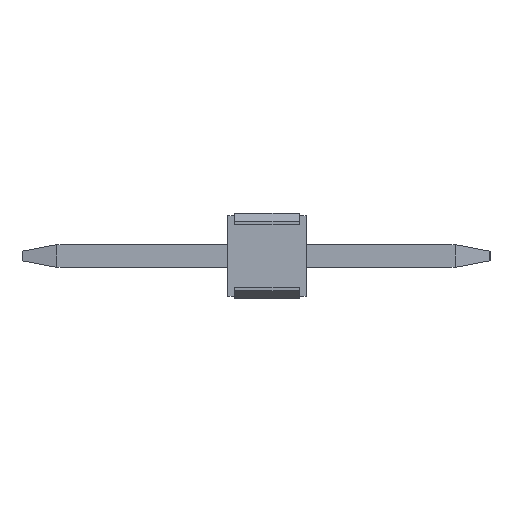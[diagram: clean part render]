
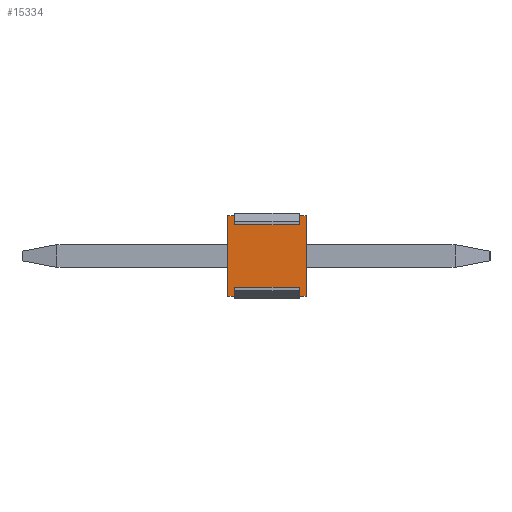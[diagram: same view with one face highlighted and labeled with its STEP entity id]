
A CAD part, left-side view. The second image highlights one B-rep face of the part: STEP entity #15334.
In plain terms, the highlighted planar face has unit normal (-1, 0, 0).
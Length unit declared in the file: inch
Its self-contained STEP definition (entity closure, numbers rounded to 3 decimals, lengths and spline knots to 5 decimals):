
#2993=DIRECTION('',(0.,0.,1.));
#2994=VECTOR('',#2993,0.01);
#2995=CARTESIAN_POINT('',(-0.7875,0.037,-0.046));
#2996=LINE('',#2995,#2994);
#2997=DIRECTION('',(0.,-1.,0.));
#2998=VECTOR('',#2997,0.008);
#2999=CARTESIAN_POINT('',(-0.7875,0.045,-0.046));
#3000=LINE('',#2999,#2998);
#3001=DIRECTION('',(0.,0.,-1.));
#3002=VECTOR('',#3001,0.092);
#3003=CARTESIAN_POINT('',(-0.7875,0.045,0.046));
#3004=LINE('',#3003,#3002);
#3005=DIRECTION('',(0.,1.,0.));
#3006=VECTOR('',#3005,0.008);
#3007=CARTESIAN_POINT('',(-0.7875,0.037,0.046));
#3008=LINE('',#3007,#3006);
#3009=DIRECTION('',(0.,0.,1.));
#3010=VECTOR('',#3009,0.01);
#3011=CARTESIAN_POINT('',(-0.7875,0.037,0.036));
#3012=LINE('',#3011,#3010);
#3013=DIRECTION('',(0.,-1.,0.));
#3014=VECTOR('',#3013,0.074);
#3015=CARTESIAN_POINT('',(-0.7875,0.037,0.036));
#3016=LINE('',#3015,#3014);
#3017=DIRECTION('',(0.,0.,1.));
#3018=VECTOR('',#3017,0.01);
#3019=CARTESIAN_POINT('',(-0.7875,-0.037,0.036));
#3020=LINE('',#3019,#3018);
#3021=DIRECTION('',(0.,1.,0.));
#3022=VECTOR('',#3021,0.008);
#3023=CARTESIAN_POINT('',(-0.7875,-0.045,0.046));
#3024=LINE('',#3023,#3022);
#3025=DIRECTION('',(0.,0.,1.));
#3026=VECTOR('',#3025,0.092);
#3027=CARTESIAN_POINT('',(-0.7875,-0.045,-0.046));
#3028=LINE('',#3027,#3026);
#3029=DIRECTION('',(0.,-1.,0.));
#3030=VECTOR('',#3029,0.008);
#3031=CARTESIAN_POINT('',(-0.7875,-0.037,-0.046));
#3032=LINE('',#3031,#3030);
#3033=DIRECTION('',(0.,0.,1.));
#3034=VECTOR('',#3033,0.01);
#3035=CARTESIAN_POINT('',(-0.7875,-0.037,-0.046));
#3036=LINE('',#3035,#3034);
#3037=DIRECTION('',(0.,-1.,0.));
#3038=VECTOR('',#3037,0.074);
#3039=CARTESIAN_POINT('',(-0.7875,0.037,-0.036));
#3040=LINE('',#3039,#3038);
#8609=CARTESIAN_POINT('',(-0.7875,0.045,0.046));
#8610=CARTESIAN_POINT('',(-0.7875,0.045,-0.046));
#8611=VERTEX_POINT('',#8609);
#8612=VERTEX_POINT('',#8610);
#8613=CARTESIAN_POINT('',(-0.7875,-0.045,-0.046));
#8614=CARTESIAN_POINT('',(-0.7875,-0.045,0.046));
#8615=VERTEX_POINT('',#8613);
#8616=VERTEX_POINT('',#8614);
#8617=CARTESIAN_POINT('',(-0.7875,0.037,-0.036));
#8619=VERTEX_POINT('',#8617);
#8625=CARTESIAN_POINT('',(-0.7875,-0.037,-0.036));
#8627=VERTEX_POINT('',#8625);
#8769=CARTESIAN_POINT('',(-0.7875,0.037,-0.046));
#8770=VERTEX_POINT('',#8769);
#8771=CARTESIAN_POINT('',(-0.7875,0.037,0.036));
#8772=CARTESIAN_POINT('',(-0.7875,0.037,0.046));
#8773=VERTEX_POINT('',#8771);
#8774=VERTEX_POINT('',#8772);
#8775=CARTESIAN_POINT('',(-0.7875,-0.037,-0.046));
#8776=VERTEX_POINT('',#8775);
#8777=CARTESIAN_POINT('',(-0.7875,-0.037,0.036));
#8778=CARTESIAN_POINT('',(-0.7875,-0.037,0.046));
#8779=VERTEX_POINT('',#8777);
#8780=VERTEX_POINT('',#8778);
#15308=CARTESIAN_POINT('',(-0.7875,0.,0.));
#15309=DIRECTION('',(-1.,0.,0.));
#15310=DIRECTION('',(0.,0.,1.));
#15311=AXIS2_PLACEMENT_3D('',#15308,#15309,#15310);
#15312=PLANE('',#15311);
#15313=ORIENTED_EDGE('',*,*,#11392,.F.);
#15314=ORIENTED_EDGE('',*,*,#13777,.F.);
#15315=ORIENTED_EDGE('',*,*,#13291,.F.);
#15316=ORIENTED_EDGE('',*,*,#12656,.F.);
#15317=ORIENTED_EDGE('',*,*,#11614,.F.);
#15319=ORIENTED_EDGE('',*,*,#15318,.T.);
#15321=ORIENTED_EDGE('',*,*,#15320,.T.);
#15323=ORIENTED_EDGE('',*,*,#15322,.F.);
#15325=ORIENTED_EDGE('',*,*,#15324,.F.);
#15327=ORIENTED_EDGE('',*,*,#15326,.F.);
#15329=ORIENTED_EDGE('',*,*,#15328,.T.);
#15331=ORIENTED_EDGE('',*,*,#15330,.F.);
#15332=EDGE_LOOP('',(#15313,#15314,#15315,#15316,#15317,#15319,#15321,#15323,
#15325,#15327,#15329,#15331));
#15333=FACE_OUTER_BOUND('',#15332,.F.);
#15334=ADVANCED_FACE('',(#15333),#15312,.T.);
#11392=EDGE_CURVE('',#8770,#8619,#2996,.T.);
#11614=EDGE_CURVE('',#8773,#8774,#3012,.T.);
#12656=EDGE_CURVE('',#8774,#8611,#3008,.T.);
#13291=EDGE_CURVE('',#8611,#8612,#3004,.T.);
#13777=EDGE_CURVE('',#8612,#8770,#3000,.T.);
#15318=EDGE_CURVE('',#8773,#8779,#3016,.T.);
#15320=EDGE_CURVE('',#8779,#8780,#3020,.T.);
#15322=EDGE_CURVE('',#8616,#8780,#3024,.T.);
#15324=EDGE_CURVE('',#8615,#8616,#3028,.T.);
#15326=EDGE_CURVE('',#8776,#8615,#3032,.T.);
#15328=EDGE_CURVE('',#8776,#8627,#3036,.T.);
#15330=EDGE_CURVE('',#8619,#8627,#3040,.T.);
